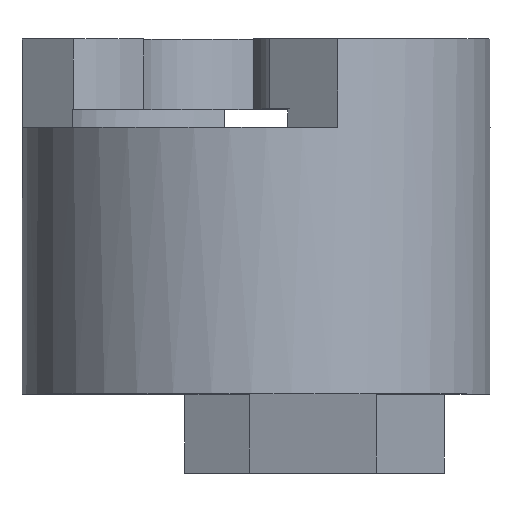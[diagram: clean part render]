
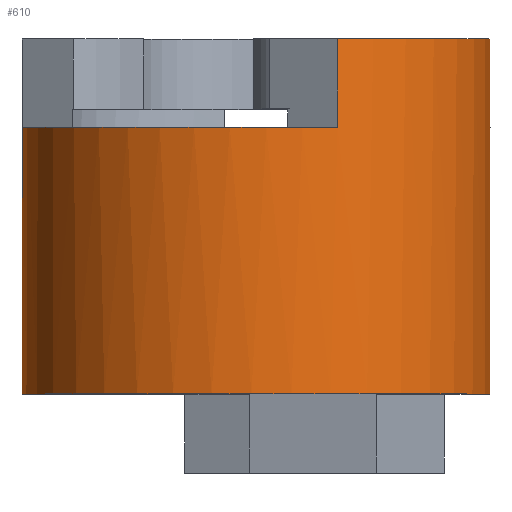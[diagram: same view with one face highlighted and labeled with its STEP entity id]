
A CAD part, top view. The second image highlights one B-rep face of the part: STEP entity #610.
In plain terms, the highlighted cylindrical face has radius 14.872 mm (diameter 29.743 mm), a full revolution.
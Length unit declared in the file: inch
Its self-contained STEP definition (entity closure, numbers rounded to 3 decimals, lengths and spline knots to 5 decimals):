
#15=CYLINDRICAL_SURFACE('',#668,0.5855);
#34=CIRCLE('',#660,0.5855);
#35=CIRCLE('',#661,0.5855);
#39=CIRCLE('',#666,0.5855);
#41=CIRCLE('',#669,0.5855);
#42=CIRCLE('',#670,0.5855);
#43=CIRCLE('',#671,0.5855);
#44=CIRCLE('',#672,0.5855);
#45=CIRCLE('',#673,0.5855);
#46=CIRCLE('',#674,0.5855);
#47=CIRCLE('',#675,0.5855);
#80=FACE_OUTER_BOUND('',#114,.T.);
#114=EDGE_LOOP('',(#422,#423,#424,#425,#426,#427,#428,#429,#430,#431,#432,
#433,#434,#435,#436,#437,#438,#439));
#155=LINE('',#986,#204);
#156=LINE('',#988,#205);
#157=LINE('',#992,#206);
#158=LINE('',#996,#207);
#159=LINE('',#1000,#208);
#160=LINE('',#1004,#209);
#161=LINE('',#1007,#210);
#204=VECTOR('',#779,0.3937);
#205=VECTOR('',#780,0.5855);
#206=VECTOR('',#783,0.3937);
#207=VECTOR('',#786,0.3937);
#208=VECTOR('',#789,0.3937);
#209=VECTOR('',#792,0.3937);
#210=VECTOR('',#795,0.3937);
#243=VERTEX_POINT('',#940);
#246=VERTEX_POINT('',#948);
#254=VERTEX_POINT('',#969);
#258=VERTEX_POINT('',#978);
#259=VERTEX_POINT('',#980);
#260=VERTEX_POINT('',#984);
#261=VERTEX_POINT('',#987);
#262=VERTEX_POINT('',#989);
#263=VERTEX_POINT('',#991);
#264=VERTEX_POINT('',#993);
#265=VERTEX_POINT('',#995);
#266=VERTEX_POINT('',#997);
#267=VERTEX_POINT('',#999);
#268=VERTEX_POINT('',#1001);
#269=VERTEX_POINT('',#1003);
#270=VERTEX_POINT('',#1006);
#317=EDGE_CURVE('',#243,#254,#34,.T.);
#318=EDGE_CURVE('',#254,#246,#35,.T.);
#322=EDGE_CURVE('',#259,#258,#39,.T.);
#324=EDGE_CURVE('',#258,#260,#41,.T.);
#325=EDGE_CURVE('',#260,#246,#155,.T.);
#326=EDGE_CURVE('',#254,#261,#156,.T.);
#327=EDGE_CURVE('',#262,#261,#42,.T.);
#328=EDGE_CURVE('',#263,#262,#157,.T.);
#329=EDGE_CURVE('',#263,#264,#43,.T.);
#330=EDGE_CURVE('',#264,#265,#158,.T.);
#331=EDGE_CURVE('',#265,#266,#44,.T.);
#332=EDGE_CURVE('',#266,#267,#159,.T.);
#333=EDGE_CURVE('',#267,#268,#45,.T.);
#334=EDGE_CURVE('',#268,#269,#160,.T.);
#335=EDGE_CURVE('',#261,#269,#46,.T.);
#336=EDGE_CURVE('',#270,#243,#161,.T.);
#337=EDGE_CURVE('',#270,#259,#47,.T.);
#422=ORIENTED_EDGE('',*,*,#322,.T.);
#423=ORIENTED_EDGE('',*,*,#324,.T.);
#424=ORIENTED_EDGE('',*,*,#325,.T.);
#425=ORIENTED_EDGE('',*,*,#318,.F.);
#426=ORIENTED_EDGE('',*,*,#326,.T.);
#427=ORIENTED_EDGE('',*,*,#327,.F.);
#428=ORIENTED_EDGE('',*,*,#328,.F.);
#429=ORIENTED_EDGE('',*,*,#329,.T.);
#430=ORIENTED_EDGE('',*,*,#330,.T.);
#431=ORIENTED_EDGE('',*,*,#331,.T.);
#432=ORIENTED_EDGE('',*,*,#332,.T.);
#433=ORIENTED_EDGE('',*,*,#333,.T.);
#434=ORIENTED_EDGE('',*,*,#334,.T.);
#435=ORIENTED_EDGE('',*,*,#335,.F.);
#436=ORIENTED_EDGE('',*,*,#326,.F.);
#437=ORIENTED_EDGE('',*,*,#317,.F.);
#438=ORIENTED_EDGE('',*,*,#336,.F.);
#439=ORIENTED_EDGE('',*,*,#337,.T.);
#610=ADVANCED_FACE('',(#80),#15,.T.);
#660=AXIS2_PLACEMENT_3D('',#970,#759,#760);
#661=AXIS2_PLACEMENT_3D('',#971,#761,#762);
#666=AXIS2_PLACEMENT_3D('',#981,#771,#772);
#668=AXIS2_PLACEMENT_3D('',#983,#775,#776);
#669=AXIS2_PLACEMENT_3D('',#985,#777,#778);
#670=AXIS2_PLACEMENT_3D('',#990,#781,#782);
#671=AXIS2_PLACEMENT_3D('',#994,#784,#785);
#672=AXIS2_PLACEMENT_3D('',#998,#787,#788);
#673=AXIS2_PLACEMENT_3D('',#1002,#790,#791);
#674=AXIS2_PLACEMENT_3D('',#1005,#793,#794);
#675=AXIS2_PLACEMENT_3D('',#1008,#796,#797);
#759=DIRECTION('center_axis',(0.,-1.,0.));
#760=DIRECTION('ref_axis',(0.866,0.,-0.5));
#761=DIRECTION('center_axis',(0.,-1.,0.));
#762=DIRECTION('ref_axis',(0.866,0.,-0.5));
#771=DIRECTION('center_axis',(0.,1.,0.));
#772=DIRECTION('ref_axis',(0.866,0.,-0.5));
#775=DIRECTION('center_axis',(0.,-1.,0.));
#776=DIRECTION('ref_axis',(0.866,0.,-0.5));
#777=DIRECTION('center_axis',(0.,1.,0.));
#778=DIRECTION('ref_axis',(0.866,0.,-0.5));
#779=DIRECTION('',(0.,-1.,0.));
#780=DIRECTION('',(0.,1.,0.));
#781=DIRECTION('center_axis',(0.,1.,0.));
#782=DIRECTION('ref_axis',(0.866,0.,-0.5));
#783=DIRECTION('',(0.,-1.,0.));
#784=DIRECTION('center_axis',(0.,-1.,0.));
#785=DIRECTION('ref_axis',(0.866,0.,-0.5));
#786=DIRECTION('',(0.,-1.,0.));
#787=DIRECTION('center_axis',(0.,-1.,0.));
#788=DIRECTION('ref_axis',(0.866,0.,-0.5));
#789=DIRECTION('',(0.,1.,0.));
#790=DIRECTION('center_axis',(0.,-1.,0.));
#791=DIRECTION('ref_axis',(0.866,0.,-0.5));
#792=DIRECTION('',(0.,-1.,0.));
#793=DIRECTION('center_axis',(0.,1.,0.));
#794=DIRECTION('ref_axis',(0.866,0.,-0.5));
#795=DIRECTION('',(0.,-1.,0.));
#796=DIRECTION('center_axis',(0.,1.,0.));
#797=DIRECTION('ref_axis',(0.866,0.,-0.5));
#940=CARTESIAN_POINT('',(2.43817,3.5382,3.04471));
#948=CARTESIAN_POINT('',(1.78907,3.5382,2.83532));
#969=CARTESIAN_POINT('',(1.46045,3.5382,3.68572));
#970=CARTESIAN_POINT('Origin',(1.9675,3.5382,3.39297));
#971=CARTESIAN_POINT('Origin',(1.9675,3.5382,3.39297));
#978=CARTESIAN_POINT('',(2.05407,3.7382,2.8139));
#980=CARTESIAN_POINT('',(2.23385,3.7382,2.87156));
#981=CARTESIAN_POINT('Origin',(1.9675,3.7382,3.39297));
#983=CARTESIAN_POINT('Origin',(1.9675,4.42628,3.39297));
#984=CARTESIAN_POINT('',(1.78907,3.7382,2.83532));
#985=CARTESIAN_POINT('Origin',(1.9675,3.7382,3.39297));
#986=CARTESIAN_POINT('',(1.78907,4.42628,2.83532));
#987=CARTESIAN_POINT('',(1.46045,4.20469,3.68572));
#988=CARTESIAN_POINT('',(1.46045,4.42628,3.68572));
#989=CARTESIAN_POINT('',(1.3833,4.20469,3.43187));
#990=CARTESIAN_POINT('Origin',(1.9675,4.20469,3.39297));
#991=CARTESIAN_POINT('',(1.3833,4.42628,3.43187));
#992=CARTESIAN_POINT('',(1.3833,4.42628,3.43187));
#993=CARTESIAN_POINT('',(1.76354,4.42628,2.84414));
#994=CARTESIAN_POINT('Origin',(1.9675,4.42628,3.39297));
#995=CARTESIAN_POINT('',(1.76354,4.20469,2.84414));
#996=CARTESIAN_POINT('',(1.76354,4.42628,2.84414));
#997=CARTESIAN_POINT('',(2.55265,4.20469,3.41326));
#998=CARTESIAN_POINT('Origin',(1.9675,4.20469,3.39297));
#999=CARTESIAN_POINT('',(2.55265,4.42628,3.41326));
#1000=CARTESIAN_POINT('',(2.55265,4.42628,3.41326));
#1001=CARTESIAN_POINT('',(2.17147,4.42628,3.94179));
#1002=CARTESIAN_POINT('Origin',(1.9675,4.42628,3.39297));
#1003=CARTESIAN_POINT('',(2.17147,4.20469,3.94179));
#1004=CARTESIAN_POINT('',(2.17147,4.42628,3.94179));
#1005=CARTESIAN_POINT('Origin',(1.9675,4.20469,3.39297));
#1006=CARTESIAN_POINT('',(2.43817,3.7382,3.04471));
#1007=CARTESIAN_POINT('',(2.43817,4.42628,3.04471));
#1008=CARTESIAN_POINT('Origin',(1.9675,3.7382,3.39297));
